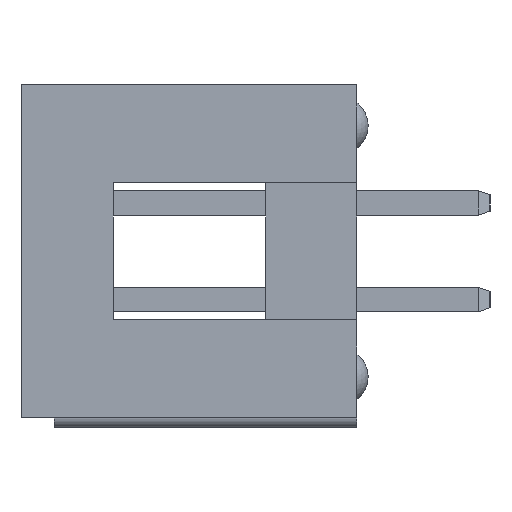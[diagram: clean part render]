
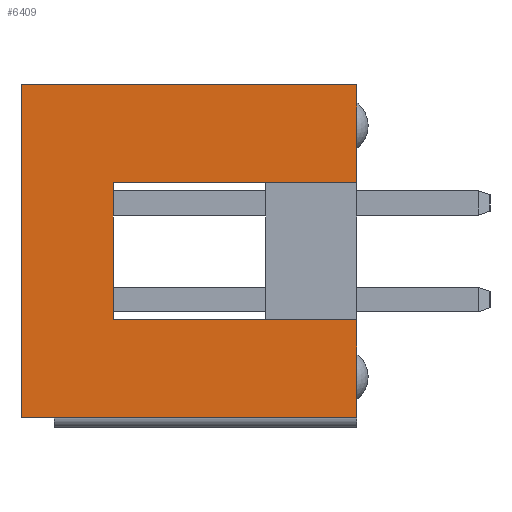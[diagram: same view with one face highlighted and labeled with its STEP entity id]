
A CAD part, left-side view. The second image highlights one B-rep face of the part: STEP entity #6409.
In plain terms, the highlighted planar face has unit normal (-1, 0, 0).
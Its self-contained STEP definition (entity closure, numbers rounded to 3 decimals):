
#308=FACE_OUTER_BOUND('',#739,.T.);
#739=EDGE_LOOP('',(#5175,#5176,#5177,#5178,#5179,#5180,#5181,#5182));
#909=LINE('',#8665,#1774);
#913=LINE('',#8673,#1778);
#1407=LINE('',#9696,#2272);
#1420=LINE('',#9718,#2285);
#1497=LINE('',#9881,#2362);
#1500=LINE('',#9885,#2365);
#1503=LINE('',#9890,#2368);
#1506=LINE('',#9896,#2371);
#1774=VECTOR('',#6980,2.575);
#1778=VECTOR('',#6984,2.575);
#2272=VECTOR('',#7882,8.75);
#2285=VECTOR('',#7897,8.8);
#2362=VECTOR('',#8066,3.6);
#2365=VECTOR('',#8071,6.4);
#2368=VECTOR('',#8078,6.4);
#2371=VECTOR('',#8085,8.8);
#2640=VERTEX_POINT('',#8662);
#2641=VERTEX_POINT('',#8664);
#2644=VERTEX_POINT('',#8670);
#2645=VERTEX_POINT('',#8672);
#2971=VERTEX_POINT('',#9693);
#2972=VERTEX_POINT('',#9695);
#3019=VERTEX_POINT('',#9879);
#3020=VERTEX_POINT('',#9880);
#3160=EDGE_CURVE('',#2641,#2640,#909,.T.);
#3164=EDGE_CURVE('',#2645,#2644,#913,.T.);
#3667=EDGE_CURVE('',#2971,#2972,#1407,.T.);
#3680=EDGE_CURVE('',#2971,#2645,#1420,.T.);
#3759=EDGE_CURVE('',#3019,#3020,#1497,.T.);
#3762=EDGE_CURVE('',#2644,#3019,#1500,.T.);
#3765=EDGE_CURVE('',#3020,#2641,#1503,.T.);
#3768=EDGE_CURVE('',#2972,#2640,#1506,.T.);
#5175=ORIENTED_EDGE('',*,*,#3765,.T.);
#5176=ORIENTED_EDGE('',*,*,#3160,.T.);
#5177=ORIENTED_EDGE('',*,*,#3768,.F.);
#5178=ORIENTED_EDGE('',*,*,#3667,.F.);
#5179=ORIENTED_EDGE('',*,*,#3680,.T.);
#5180=ORIENTED_EDGE('',*,*,#3164,.T.);
#5181=ORIENTED_EDGE('',*,*,#3762,.T.);
#5182=ORIENTED_EDGE('',*,*,#3759,.T.);
#6016=PLANE('',#6816);
#6409=ADVANCED_FACE('',(#308),#6016,.F.);
#6816=AXIS2_PLACEMENT_3D('',#9895,#8083,#8084);
#6980=DIRECTION('',(0.,0.,1.));
#6984=DIRECTION('',(0.,0.,1.));
#7882=DIRECTION('',(0.,0.,1.));
#7897=DIRECTION('',(0.,-1.,0.));
#8066=DIRECTION('',(0.,0.,1.));
#8071=DIRECTION('',(0.,1.,0.));
#8078=DIRECTION('',(0.,-1.,0.));
#8083=DIRECTION('center_axis',(1.,0.,0.));
#8084=DIRECTION('ref_axis',(0.,0.,-1.));
#8085=DIRECTION('',(0.,-1.,0.));
#8662=CARTESIAN_POINT('',(-11.43,0.,4.375));
#8664=CARTESIAN_POINT('',(-11.43,0.,1.8));
#8665=CARTESIAN_POINT('',(-11.43,0.,-4.375));
#8670=CARTESIAN_POINT('',(-11.43,0.,-1.8));
#8672=CARTESIAN_POINT('',(-11.43,0.,-4.375));
#8673=CARTESIAN_POINT('',(-11.43,0.,-4.375));
#9693=CARTESIAN_POINT('',(-11.43,8.8,-4.375));
#9695=CARTESIAN_POINT('',(-11.43,8.8,4.375));
#9696=CARTESIAN_POINT('',(-11.43,8.8,-4.375));
#9718=CARTESIAN_POINT('',(-11.43,8.8,-4.375));
#9879=CARTESIAN_POINT('',(-11.43,6.4,-1.8));
#9880=CARTESIAN_POINT('',(-11.43,6.4,1.8));
#9881=CARTESIAN_POINT('',(-11.43,6.4,1.8));
#9885=CARTESIAN_POINT('',(-11.43,0.,-1.8));
#9890=CARTESIAN_POINT('',(-11.43,0.,1.8));
#9895=CARTESIAN_POINT('Origin',(-11.43,8.8,-4.375));
#9896=CARTESIAN_POINT('',(-11.43,8.8,4.375));
